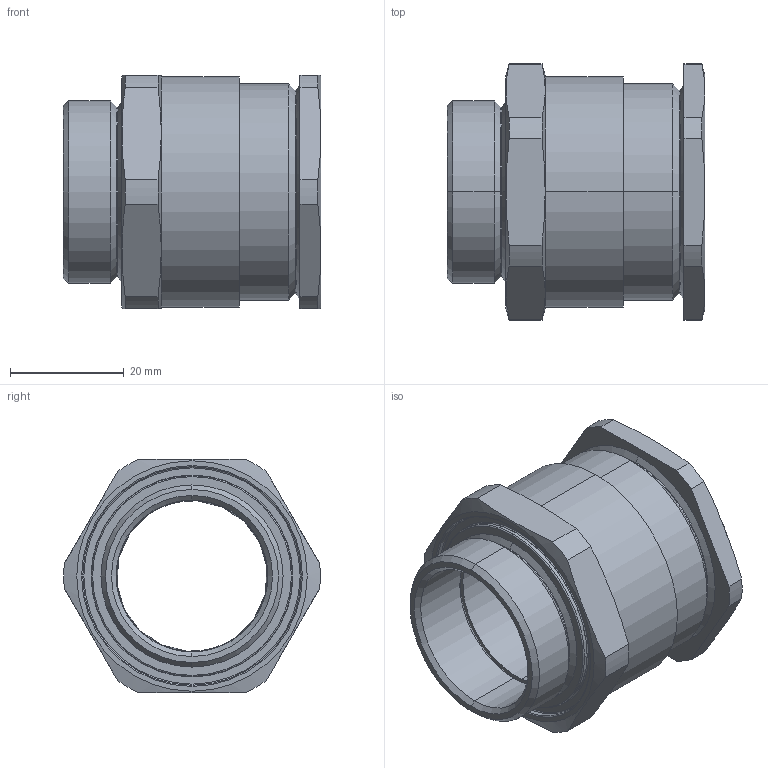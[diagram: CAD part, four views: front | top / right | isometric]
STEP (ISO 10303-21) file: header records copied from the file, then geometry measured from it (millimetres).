
FILE_DESCRIPTION (( 'STEP AP203' ), '1' );
FILE_NAME ('32RA2E1RA.STEP', '2019-07-22T10:24:47', ( '' ), ( '' ), 'SwSTEP 2.0', 'SolidWorks 2017', '' );
FILE_SCHEMA (( 'CONFIG_CONTROL_DESIGN' ));
Length unit declared in the file: millimetre
Products named in the file (1): 32RA2E1RA
Bounding box: 45.33 x 45.08 x 41 mm (x, y, z)
Surface area: 13907.5 mm2 (no closed solid volume)
Topology: 0 solids, 4 shells, 92 faces, 371 edges, 289 vertices
Faces by surface type: cylinder 30, cone 28, plane 22, torus 12
Entity records: 5364 total; most frequent: CARTESIAN_POINT 2337, ORIENTED_EDGE 575, DIRECTION 565, EDGE_CURVE 371, VERTEX_POINT 289, AXIS2_PLACEMENT_3D 215, LINE 135, VECTOR 135
